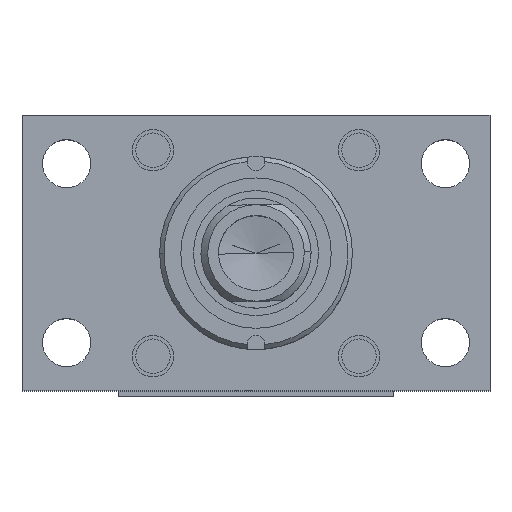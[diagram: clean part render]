
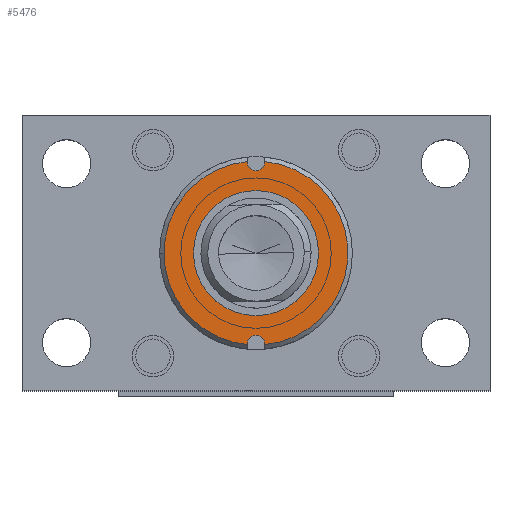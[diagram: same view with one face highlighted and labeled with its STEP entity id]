
A CAD part, top view. The second image highlights one B-rep face of the part: STEP entity #5476.
In plain terms, the highlighted planar face has unit normal (0, 0, 1).
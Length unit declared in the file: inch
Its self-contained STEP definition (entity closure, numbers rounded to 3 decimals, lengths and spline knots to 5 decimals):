
#208 = EDGE_LOOP ( 'NONE', ( #1710, #463, #8042, #276, #3249, #4098, #2073, #530, #3130 ) ) ;
#276 = ORIENTED_EDGE ( 'NONE', *, *, #6515, .T. ) ;
#463 = ORIENTED_EDGE ( 'NONE', *, *, #4831, .T. ) ;
#530 = ORIENTED_EDGE ( 'NONE', *, *, #7592, .T. ) ;
#543 = EDGE_LOOP ( 'NONE', ( #2895, #6461 ) ) ;
#554 = DIRECTION ( 'NONE',  ( -1., 0., 0. ) ) ;
#600 = CARTESIAN_POINT ( 'NONE',  ( 1.9715, 3.75629, 5.98043 ) ) ;
#654 = DIRECTION ( 'NONE',  ( 0., 0., 1. ) ) ;
#707 = EDGE_CURVE ( 'NONE', #1756, #3185, #730, .T. ) ;
#730 = CIRCLE ( 'NONE', #1715, 0.835 ) ;
#748 = CIRCLE ( 'NONE', #4136, 0.078 ) ;
#778 = AXIS2_PLACEMENT_3D ( 'NONE', #5032, #880, #1647 ) ;
#880 = DIRECTION ( 'NONE',  ( 0., 0., 1. ) ) ;
#934 = DIRECTION ( 'NONE',  ( 0., -1., 0. ) ) ;
#977 = CARTESIAN_POINT ( 'NONE',  ( 1.8155, 2.36505, 5.98043 ) ) ;
#989 = VERTEX_POINT ( 'NONE', #4897 ) ;
#1047 = CARTESIAN_POINT ( 'NONE',  ( 1.0585, 3.18879, 5.98043 ) ) ;
#1069 = AXIS2_PLACEMENT_3D ( 'NONE', #6198, #2092, #7586 ) ;
#1197 = CARTESIAN_POINT ( 'NONE',  ( 1.8155, 3.75629, 5.98043 ) ) ;
#1221 = DIRECTION ( 'NONE',  ( 1., 0., 0. ) ) ;
#1458 = CARTESIAN_POINT ( 'NONE',  ( 1.8935, 3.18879, 5.98043 ) ) ;
#1497 = VECTOR ( 'NONE', #934, 39.37008 ) ;
#1579 = DIRECTION ( 'NONE',  ( 0., 0., 1. ) ) ;
#1647 = DIRECTION ( 'NONE',  ( 1., 0., 0. ) ) ;
#1710 = ORIENTED_EDGE ( 'NONE', *, *, #2867, .F. ) ;
#1715 = AXIS2_PLACEMENT_3D ( 'NONE', #5549, #7619, #4864 ) ;
#1754 = AXIS2_PLACEMENT_3D ( 'NONE', #1458, #1579, #7769 ) ;
#1756 = VERTEX_POINT ( 'NONE', #1047 ) ;
#1796 = CARTESIAN_POINT ( 'NONE',  ( 1.9715, 2.35744, 5.98043 ) ) ;
#2073 = ORIENTED_EDGE ( 'NONE', *, *, #707, .T. ) ;
#2092 = DIRECTION ( 'NONE',  ( 0., 0., -1. ) ) ;
#2571 = VECTOR ( 'NONE', #6928, 39.37008 ) ;
#2586 = AXIS2_PLACEMENT_3D ( 'NONE', #6426, #6327, #4990 ) ;
#2843 = EDGE_CURVE ( 'NONE', #4890, #4326, #5930, .T. ) ;
#2851 = VERTEX_POINT ( 'NONE', #5515 ) ;
#2867 = EDGE_CURVE ( 'NONE', #5260, #3215, #6697, .T. ) ;
#2889 = LINE ( 'NONE', #4747, #5707 ) ;
#2895 = ORIENTED_EDGE ( 'NONE', *, *, #4477, .F. ) ;
#3003 = EDGE_CURVE ( 'NONE', #2851, #989, #3864, .T. ) ;
#3130 = ORIENTED_EDGE ( 'NONE', *, *, #6001, .T. ) ;
#3164 = VERTEX_POINT ( 'NONE', #8617 ) ;
#3185 = VERTEX_POINT ( 'NONE', #8647 ) ;
#3215 = VERTEX_POINT ( 'NONE', #5251 ) ;
#3246 = DIRECTION ( 'NONE',  ( 0., 0., 1. ) ) ;
#3249 = ORIENTED_EDGE ( 'NONE', *, *, #2843, .F. ) ;
#3349 = DIRECTION ( 'NONE',  ( 1., 0., 0. ) ) ;
#3369 = DIRECTION ( 'NONE',  ( 0., 0., -1. ) ) ;
#3372 = DIRECTION ( 'NONE',  ( 0., 1., 0. ) ) ;
#3611 = CIRCLE ( 'NONE', #5351, 0.835 ) ;
#3663 = CARTESIAN_POINT ( 'NONE',  ( 1.9715, 3.75629, 5.98043 ) ) ;
#3810 = CARTESIAN_POINT ( 'NONE',  ( 1.9715, 4.02014, 5.98043 ) ) ;
#3864 = CIRCLE ( 'NONE', #1754, 0.5675 ) ;
#4074 = CARTESIAN_POINT ( 'NONE',  ( 1.8935, 2.36505, 5.98043 ) ) ;
#4098 = ORIENTED_EDGE ( 'NONE', *, *, #7841, .T. ) ;
#4136 = AXIS2_PLACEMENT_3D ( 'NONE', #4074, #3369, #554 ) ;
#4326 = VERTEX_POINT ( 'NONE', #5107 ) ;
#4477 = EDGE_CURVE ( 'NONE', #989, #2851, #8182, .T. ) ;
#4640 = LINE ( 'NONE', #3663, #1497 ) ;
#4747 = CARTESIAN_POINT ( 'NONE',  ( 1.8155, 3.75629, 5.98043 ) ) ;
#4831 = EDGE_CURVE ( 'NONE', #5260, #5773, #3611, .T. ) ;
#4864 = DIRECTION ( 'NONE',  ( 1., 0., 0. ) ) ;
#4890 = VERTEX_POINT ( 'NONE', #7429 ) ;
#4897 = CARTESIAN_POINT ( 'NONE',  ( 2.461, 3.18879, 5.98043 ) ) ;
#4990 = DIRECTION ( 'NONE',  ( -1., 0., 0. ) ) ;
#5032 = CARTESIAN_POINT ( 'NONE',  ( 1.8935, 3.18879, 5.98043 ) ) ;
#5107 = CARTESIAN_POINT ( 'NONE',  ( 1.8155, 4.01252, 5.98043 ) ) ;
#5251 = CARTESIAN_POINT ( 'NONE',  ( 1.9715, 2.36505, 5.98043 ) ) ;
#5260 = VERTEX_POINT ( 'NONE', #1796 ) ;
#5351 = AXIS2_PLACEMENT_3D ( 'NONE', #8106, #3246, #1221 ) ;
#5476 = ADVANCED_FACE ( 'NONE', ( #5833, #7681 ), #6256, .F. ) ;
#5515 = CARTESIAN_POINT ( 'NONE',  ( 1.326, 3.18879, 5.98043 ) ) ;
#5549 = CARTESIAN_POINT ( 'NONE',  ( 1.8935, 3.18879, 5.98043 ) ) ;
#5707 = VECTOR ( 'NONE', #3372, 39.37008 ) ;
#5743 = EDGE_CURVE ( 'NONE', #5773, #3164, #4640, .T. ) ;
#5773 = VERTEX_POINT ( 'NONE', #3810 ) ;
#5833 = FACE_OUTER_BOUND ( 'NONE', #208, .T. ) ;
#5930 = LINE ( 'NONE', #1197, #8430 ) ;
#6001 = EDGE_CURVE ( 'NONE', #7276, #3215, #748, .T. ) ;
#6117 = CARTESIAN_POINT ( 'NONE',  ( 1.8935, 3.18879, 5.98043 ) ) ;
#6198 = CARTESIAN_POINT ( 'NONE',  ( 1.8935, 3.75629, 5.98043 ) ) ;
#6256 = PLANE ( 'NONE',  #1069 ) ;
#6327 = DIRECTION ( 'NONE',  ( 0., 0., -1. ) ) ;
#6426 = CARTESIAN_POINT ( 'NONE',  ( 1.8935, 4.01252, 5.98043 ) ) ;
#6461 = ORIENTED_EDGE ( 'NONE', *, *, #3003, .F. ) ;
#6515 = EDGE_CURVE ( 'NONE', #3164, #4326, #7687, .T. ) ;
#6572 = CIRCLE ( 'NONE', #778, 0.835 ) ;
#6697 = LINE ( 'NONE', #600, #2571 ) ;
#6928 = DIRECTION ( 'NONE',  ( 0., 1., 0. ) ) ;
#7047 = AXIS2_PLACEMENT_3D ( 'NONE', #6117, #654, #3349 ) ;
#7276 = VERTEX_POINT ( 'NONE', #977 ) ;
#7429 = CARTESIAN_POINT ( 'NONE',  ( 1.8155, 4.02014, 5.98043 ) ) ;
#7586 = DIRECTION ( 'NONE',  ( 0., -1., 0. ) ) ;
#7592 = EDGE_CURVE ( 'NONE', #3185, #7276, #2889, .T. ) ;
#7619 = DIRECTION ( 'NONE',  ( 0., 0., 1. ) ) ;
#7681 = FACE_BOUND ( 'NONE', #543, .T. ) ;
#7687 = CIRCLE ( 'NONE', #2586, 0.078 ) ;
#7769 = DIRECTION ( 'NONE',  ( 1., 0., 0. ) ) ;
#7841 = EDGE_CURVE ( 'NONE', #4890, #1756, #6572, .T. ) ;
#8042 = ORIENTED_EDGE ( 'NONE', *, *, #5743, .T. ) ;
#8106 = CARTESIAN_POINT ( 'NONE',  ( 1.8935, 3.18879, 5.98043 ) ) ;
#8182 = CIRCLE ( 'NONE', #7047, 0.5675 ) ;
#8230 = DIRECTION ( 'NONE',  ( 0., -1., 0. ) ) ;
#8430 = VECTOR ( 'NONE', #8230, 39.37008 ) ;
#8617 = CARTESIAN_POINT ( 'NONE',  ( 1.9715, 4.01252, 5.98043 ) ) ;
#8647 = CARTESIAN_POINT ( 'NONE',  ( 1.8155, 2.35744, 5.98043 ) ) ;
